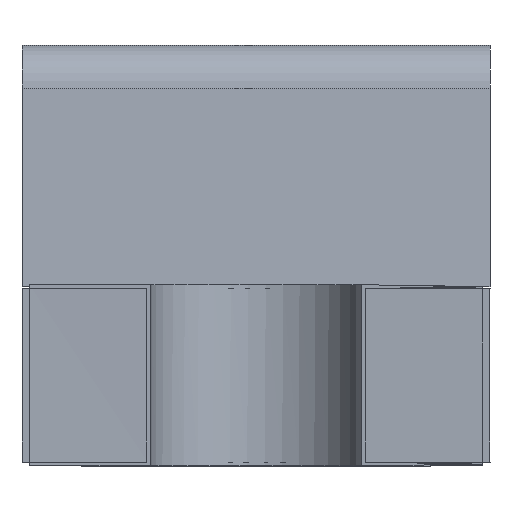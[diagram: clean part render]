
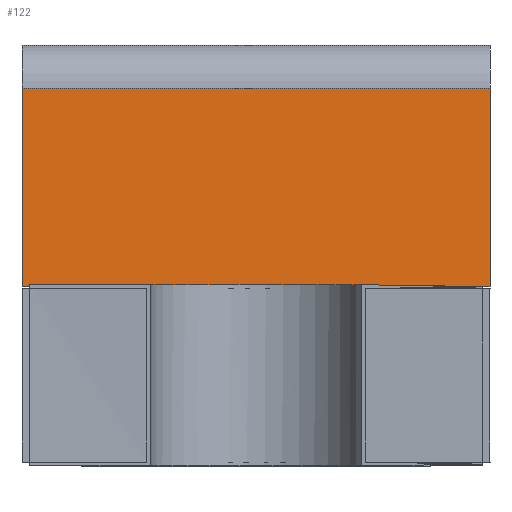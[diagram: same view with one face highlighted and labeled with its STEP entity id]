
A CAD part, front view. The second image highlights one B-rep face of the part: STEP entity #122.
In plain terms, the highlighted planar face has unit normal (0, -0.999, 0.052).
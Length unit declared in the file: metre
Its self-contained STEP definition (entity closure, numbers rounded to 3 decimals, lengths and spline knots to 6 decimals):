
#122 = ADVANCED_FACE( '', ( #272 ), #273, .T. );
#272 = FACE_OUTER_BOUND( '', #479, .T. );
#273 = PLANE( '', #480 );
#479 = EDGE_LOOP( '', ( #932, #933, #934, #935 ) );
#480 = AXIS2_PLACEMENT_3D( '', #936, #937, #938 );
#932 = ORIENTED_EDGE( '', *, *, #1332, .F. );
#933 = ORIENTED_EDGE( '', *, *, #1333, .F. );
#934 = ORIENTED_EDGE( '', *, *, #1334, .F. );
#935 = ORIENTED_EDGE( '', *, *, #1313, .F. );
#936 = CARTESIAN_POINT( '', ( -0.000409, -0.000546, 0.000288 ) );
#937 = DIRECTION( '', ( 0., -0.999, 0.052 ) );
#938 = DIRECTION( '', ( 0., -0.052, -0.999 ) );
#1313 = EDGE_CURVE( '', #1525, #1528, #1529, .T. );
#1332 = EDGE_CURVE( '', #1559, #1525, #1560, .T. );
#1333 = EDGE_CURVE( '', #1561, #1559, #1562, .T. );
#1334 = EDGE_CURVE( '', #1528, #1561, #1563, .T. );
#1525 = VERTEX_POINT( '', #1892 );
#1528 = VERTEX_POINT( '', #1896 );
#1529 = B_SPLINE_CURVE_WITH_KNOTS( '', 1, ( #1897, #1898 ), .UNSPECIFIED., .F., .F., ( 2, 2 ), ( 0., 1. ), .UNSPECIFIED. );
#1559 = VERTEX_POINT( '', #1942 );
#1560 = B_SPLINE_CURVE_WITH_KNOTS( '', 1, ( #1943, #1944 ), .UNSPECIFIED., .F., .F., ( 2, 2 ), ( 0., 0.999999 ), .UNSPECIFIED. );
#1561 = VERTEX_POINT( '', #1945 );
#1562 = B_SPLINE_CURVE_WITH_KNOTS( '', 1, ( #1946, #1947 ), .UNSPECIFIED., .F., .F., ( 2, 2 ), ( 0., 1. ), .UNSPECIFIED. );
#1563 = B_SPLINE_CURVE_WITH_KNOTS( '', 1, ( #1948, #1949 ), .UNSPECIFIED., .F., .F., ( 2, 2 ), ( 0., 1. ), .UNSPECIFIED. );
#1892 = CARTESIAN_POINT( '', ( -0.000394, -0.000546, 0.000295 ) );
#1896 = CARTESIAN_POINT( '', ( -0.000394, -0.000528, 0.000629 ) );
#1897 = CARTESIAN_POINT( '', ( -0.000394, -0.000546, 0.000295 ) );
#1898 = CARTESIAN_POINT( '', ( -0.000394, -0.000528, 0.000629 ) );
#1942 = CARTESIAN_POINT( '', ( 0.000394, -0.000546, 0.000295 ) );
#1943 = CARTESIAN_POINT( '', ( 0.000394, -0.000546, 0.000295 ) );
#1944 = CARTESIAN_POINT( '', ( -0.000394, -0.000546, 0.000295 ) );
#1945 = CARTESIAN_POINT( '', ( 0.000394, -0.000528, 0.000629 ) );
#1946 = CARTESIAN_POINT( '', ( 0.000394, -0.000528, 0.000629 ) );
#1947 = CARTESIAN_POINT( '', ( 0.000394, -0.000546, 0.000295 ) );
#1948 = CARTESIAN_POINT( '', ( -0.000394, -0.000528, 0.000629 ) );
#1949 = CARTESIAN_POINT( '', ( 0.000394, -0.000528, 0.000629 ) );
